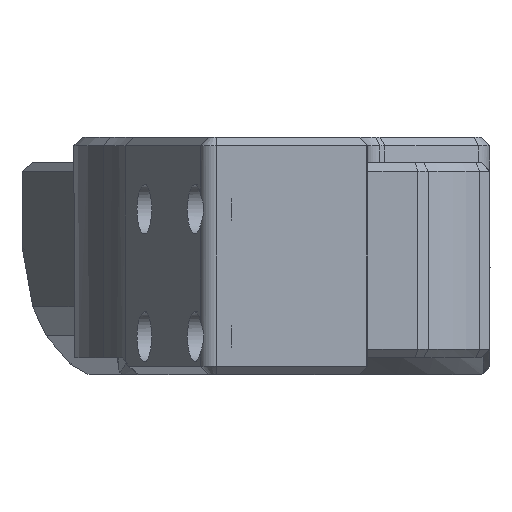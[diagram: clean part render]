
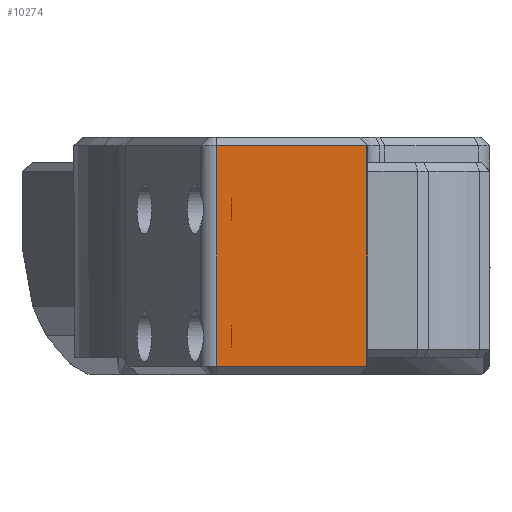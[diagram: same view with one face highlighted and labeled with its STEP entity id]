
A CAD part, left-side view. The second image highlights one B-rep face of the part: STEP entity #10274.
In plain terms, the highlighted planar face has unit normal (-1, 0, 0).
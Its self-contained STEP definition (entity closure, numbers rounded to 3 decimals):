
#257=PLANE('',#10956);
#587=LINE('',#15692,#1471);
#599=LINE('',#15831,#1483);
#600=LINE('',#15855,#1484);
#601=LINE('',#15856,#1485);
#1471=VECTOR('',#12186,10.);
#1483=VECTOR('',#12224,10.);
#1484=VECTOR('',#12229,10.);
#1485=VECTOR('',#12230,10.);
#2734=FACE_OUTER_BOUND('',#3361,.T.);
#3361=EDGE_LOOP('',(#7361,#7362,#7363,#7364));
#4588=VERTEX_POINT('',#15689);
#4589=VERTEX_POINT('',#15691);
#4606=VERTEX_POINT('',#15830);
#4607=VERTEX_POINT('',#15854);
#5628=EDGE_CURVE('',#4588,#4589,#587,.T.);
#5654=EDGE_CURVE('',#4589,#4606,#599,.T.);
#5658=EDGE_CURVE('',#4607,#4588,#600,.T.);
#5659=EDGE_CURVE('',#4606,#4607,#601,.T.);
#7361=ORIENTED_EDGE('',*,*,#5628,.F.);
#7362=ORIENTED_EDGE('',*,*,#5658,.F.);
#7363=ORIENTED_EDGE('',*,*,#5659,.F.);
#7364=ORIENTED_EDGE('',*,*,#5654,.F.);
#10274=ADVANCED_FACE('',(#2734),#257,.F.);
#10956=AXIS2_PLACEMENT_3D('',#15853,#12227,#12228);
#12186=DIRECTION('',(0.,1.,0.));
#12224=DIRECTION('',(0.,0.,1.));
#12227=DIRECTION('center_axis',(1.,0.,0.));
#12228=DIRECTION('ref_axis',(0.,0.,
-1.));
#12229=DIRECTION('',(0.,0.,-1.));
#12230=DIRECTION('',(0.,-1.,0.));
#15689=CARTESIAN_POINT('',(-174.728,-200.863,10.));
#15691=CARTESIAN_POINT('',(-174.728,-183.159,10.));
#15692=CARTESIAN_POINT('',(-174.728,-180.367,10.));
#15830=CARTESIAN_POINT('',(-174.728,-183.159,36.));
#15831=CARTESIAN_POINT('',(-174.728,-183.159,29.564));
#15853=CARTESIAN_POINT('Origin',(-174.728,-174.325,22.129));
#15854=CARTESIAN_POINT('',(-174.728,-200.863,36.));
#15855=CARTESIAN_POINT('',(-174.728,-200.863,11.063));
#15856=CARTESIAN_POINT('',(-174.728,-187.908,36.));
